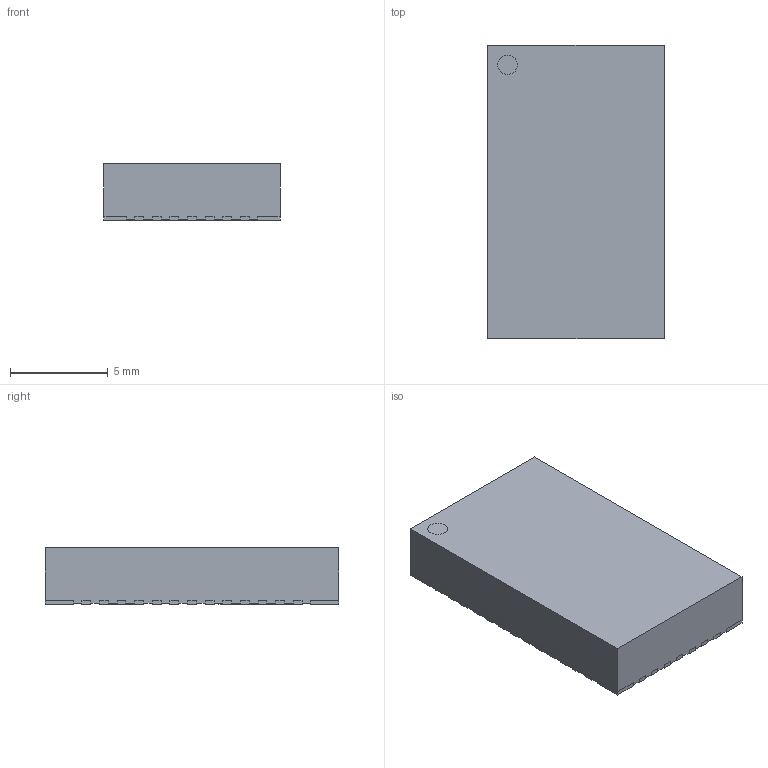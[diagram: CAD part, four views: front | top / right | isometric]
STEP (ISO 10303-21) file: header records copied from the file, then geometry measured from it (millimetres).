
FILE_DESCRIPTION((''),'2;1');
FILE_NAME('TEXAS_RUQ (R-PB1QFN-N47).stp','2012-12-06T15:32:50',(''),(''),'Mechanical Desktop 2011','Mechanical Desktop 2011',', , ');
FILE_SCHEMA(('AUTOMOTIVE_DESIGN { 1 2 10303 214 1 1 1 1 }'));
Length unit declared in the file: millimetre
Products named in the file (1): Product
Bounding box: 9 x 15 x 2.9 mm (x, y, z)
Volume: 386.6 mm3; surface area: 519.5 mm2
Topology: 49 solids, 49 shells, 506 faces, 1212 edges, 808 vertices
Faces by surface type: plane 410, cylinder 90, bspline 6
Entity records: 14547 total; most frequent: CARTESIAN_POINT 2545, ORIENTED_EDGE 2424, DIRECTION 2394, EDGE_CURVE 1212, VECTOR 1032, LINE 1032, VERTEX_POINT 808, AXIS2_PLACEMENT_3D 681
